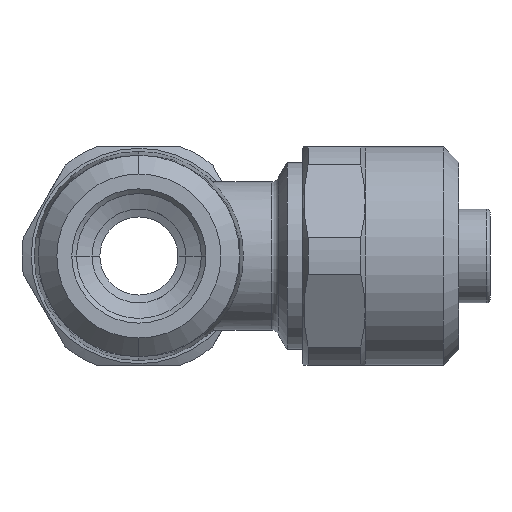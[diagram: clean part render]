
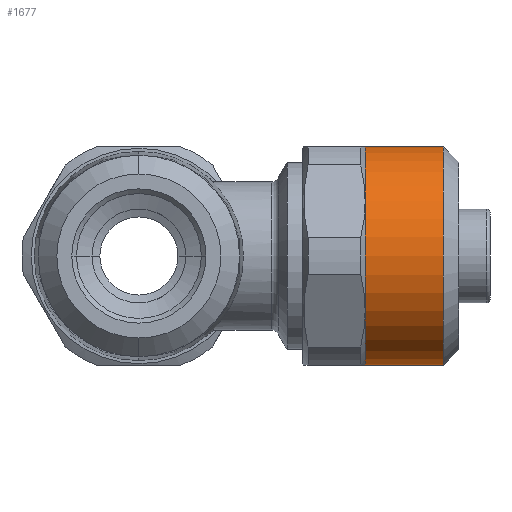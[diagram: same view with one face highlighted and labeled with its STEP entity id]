
A CAD part, front view. The second image highlights one B-rep face of the part: STEP entity #1677.
In plain terms, the highlighted cylindrical face has radius 7 mm (diameter 14 mm), a partial arc.
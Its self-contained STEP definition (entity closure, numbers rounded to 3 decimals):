
#87 = ORIENTED_EDGE ( 'NONE', *, *, #4068, .T. ) ;
#105 = ORIENTED_EDGE ( 'NONE', *, *, #4069, .F. ) ;
#686 = EDGE_LOOP ( 'NONE', ( #1857, #87, #105, #2636, #2675, #2674 ) ) ;
#833 = EDGE_CURVE ( 'NONE', #2672, #2627, #2353, .T. ) ;
#838 = EDGE_CURVE ( 'NONE', #2622, #2667, #2340, .T. ) ;
#841 = EDGE_CURVE ( 'NONE', #2672, #2622, #5303, .T. ) ;
#1143 = CARTESIAN_POINT ( 'NONE',  ( 19.5, 0., 0. ) ) ;
#1144 = DIRECTION ( 'NONE',  ( -1., 0., 0. ) ) ;
#1145 = DIRECTION ( 'NONE',  ( 0., 0., -1. ) ) ;
#1162 = CARTESIAN_POINT ( 'NONE',  ( 14.5, 0., 0. ) ) ;
#1163 = DIRECTION ( 'NONE',  ( -1., 0., 0. ) ) ;
#1164 = DIRECTION ( 'NONE',  ( 0., 0., -1. ) ) ;
#1171 = CARTESIAN_POINT ( 'NONE',  ( 7.287, 0., -7. ) ) ;
#1172 = DIRECTION ( 'NONE',  ( -1., 0., 0. ) ) ;
#1677 = ADVANCED_FACE ( 'NONE', ( #5402 ), #5403, .T. ) ;
#1857 = ORIENTED_EDGE ( 'NONE', *, *, #833, .T. ) ;
#1957 = CARTESIAN_POINT ( 'NONE',  ( 7.287, 0., 0. ) ) ;
#1958 = DIRECTION ( 'NONE',  ( -1., 0., 0. ) ) ;
#1959 = DIRECTION ( 'NONE',  ( 0., 0., -1. ) ) ;
#2331 = AXIS2_PLACEMENT_3D ( 'NONE', #1143, #1144, #1145 ) ;
#2339 = VECTOR ( 'NONE', #1172, 1000. ) ;
#2340 = CIRCLE ( 'NONE', #2382, 7. ) ;
#2353 = CIRCLE ( 'NONE', #2331, 7. ) ;
#2382 = AXIS2_PLACEMENT_3D ( 'NONE', #1162, #1163, #1164 ) ;
#2617 = VERTEX_POINT ( 'NONE', #4500 ) ;
#2622 = VERTEX_POINT ( 'NONE', #4505 ) ;
#2627 = VERTEX_POINT ( 'NONE', #4510 ) ;
#2636 = ORIENTED_EDGE ( 'NONE', *, *, #4070, .F. ) ;
#2658 = VERTEX_POINT ( 'NONE', #4540 ) ;
#2667 = VERTEX_POINT ( 'NONE', #4549 ) ;
#2672 = VERTEX_POINT ( 'NONE', #4554 ) ;
#2674 = ORIENTED_EDGE ( 'NONE', *, *, #841, .F. ) ;
#2675 = ORIENTED_EDGE ( 'NONE', *, *, #838, .F. ) ;
#2806 = LINE ( 'NONE', #6406, #6897 ) ;
#4068 = EDGE_CURVE ( 'NONE', #2627, #2658, #2806, .T. ) ;
#4069 = EDGE_CURVE ( 'NONE', #2617, #2658, #6896, .T. ) ;
#4070 = EDGE_CURVE ( 'NONE', #2667, #2617, #6899, .T. ) ;
#4500 = CARTESIAN_POINT ( 'NONE',  ( 14.5, -6.062, 3.5 ) ) ;
#4505 = CARTESIAN_POINT ( 'NONE',  ( 14.5, 0., -7. ) ) ;
#4510 = CARTESIAN_POINT ( 'NONE',  ( 19.5, 0., 7. ) ) ;
#4540 = CARTESIAN_POINT ( 'NONE',  ( 14.5, 0., 7. ) ) ;
#4549 = CARTESIAN_POINT ( 'NONE',  ( 14.5, -6.062, -3.5 ) ) ;
#4554 = CARTESIAN_POINT ( 'NONE',  ( 19.5, 0., -7. ) ) ;
#5056 = AXIS2_PLACEMENT_3D ( 'NONE', #1957, #1958, #1959 ) ;
#5303 = LINE ( 'NONE', #1171, #2339 ) ;
#5402 = FACE_OUTER_BOUND ( 'NONE', #686, .T. ) ;
#5403 = CYLINDRICAL_SURFACE ( 'NONE', #5056, 7. ) ;
#6406 = CARTESIAN_POINT ( 'NONE',  ( 7.287, 0., 7. ) ) ;
#6407 = DIRECTION ( 'NONE',  ( -1., 0., 0. ) ) ;
#6408 = CARTESIAN_POINT ( 'NONE',  ( 14.5, 0., 0. ) ) ;
#6409 = DIRECTION ( 'NONE',  ( -1., 0., 0. ) ) ;
#6410 = DIRECTION ( 'NONE',  ( 0., 0., -1. ) ) ;
#6411 = CARTESIAN_POINT ( 'NONE',  ( 14.5, 0., 0. ) ) ;
#6412 = DIRECTION ( 'NONE',  ( -1., 0., 0. ) ) ;
#6413 = DIRECTION ( 'NONE',  ( 0., 0., -1. ) ) ;
#6896 = CIRCLE ( 'NONE', #6898, 7. ) ;
#6897 = VECTOR ( 'NONE', #6407, 1000. ) ;
#6898 = AXIS2_PLACEMENT_3D ( 'NONE', #6408, #6409, #6410 ) ;
#6899 = CIRCLE ( 'NONE', #6900, 7. ) ;
#6900 = AXIS2_PLACEMENT_3D ( 'NONE', #6411, #6412, #6413 ) ;
